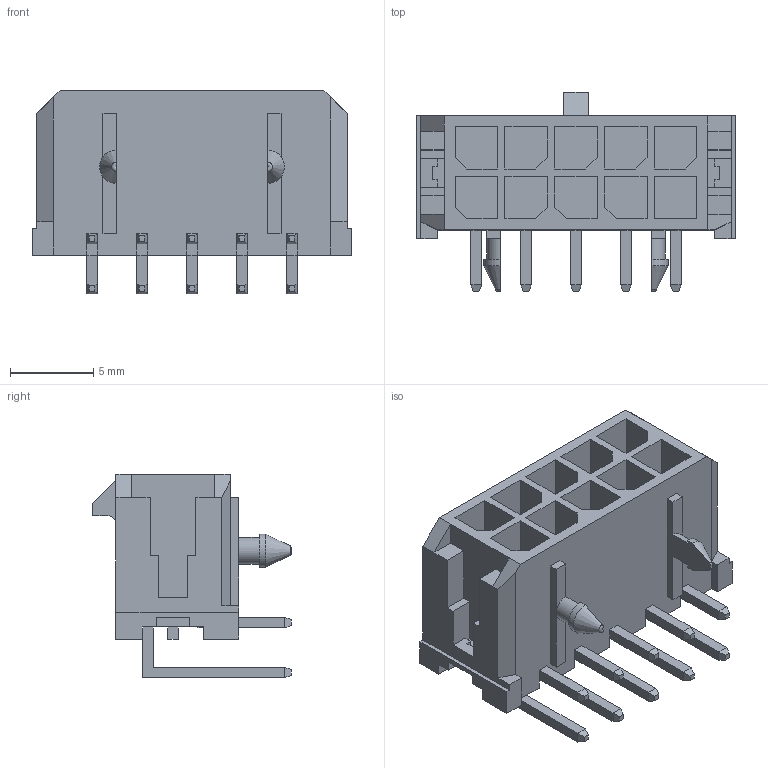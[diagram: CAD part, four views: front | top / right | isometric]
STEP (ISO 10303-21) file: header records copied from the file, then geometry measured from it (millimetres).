
FILE_DESCRIPTION(('STEP AP242'),'1');
FILE_NAME('43045-1001.stp','2021-04-25T05:55:03',('TraceParts'),('TraceParts S.A.'),'Spatial InterOp 3D',' ',' ');
FILE_SCHEMA(('AP242_MANAGED_MODEL_BASED_3D_ENGINEERING_MIM_LF {1 0 10303 442 1 1 4}'));
Length unit declared in the file: millimetre
Products named in the file (1): 43045-1001_1
Bounding box: 19.15 x 11.95 x 12.24 mm (x, y, z)
Volume: 774.8 mm3; surface area: 1760.7 mm2
Topology: 1 solids, 1 shells, 381 faces, 1013 edges, 678 vertices
Faces by surface type: plane 372, cylinder 5, cone 2, torus 2
Entity records: 11447 total; most frequent: CARTESIAN_POINT 2006, ORIENTED_EDGE 1956, DIRECTION 1819, EDGE_CURVE 978, LINE 969, VECTOR 969, VERTEX_POINT 612, AXIS2_PLACEMENT_3D 425
